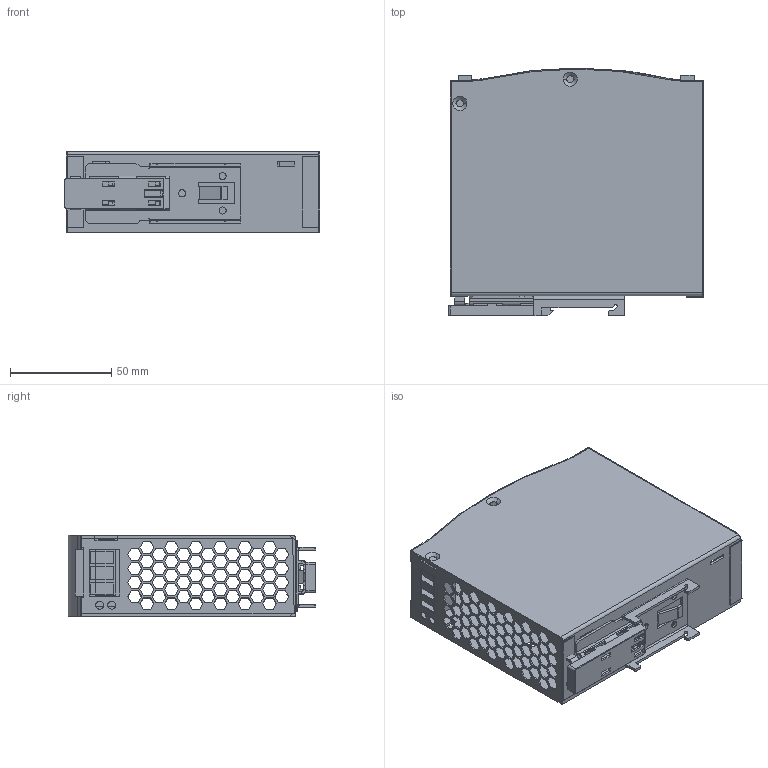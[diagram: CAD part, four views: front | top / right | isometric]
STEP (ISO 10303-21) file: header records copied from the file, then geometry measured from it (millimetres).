
FILE_DESCRIPTION (( 'STEP AP214' ), '1' );
FILE_NAME ('CDKN-120W总装（改）.STEP', '2025-01-03T02:16:02', ( 'China' ), ( 'Home' ), 'SwSTEP 2.0', 'SolidWorks 2012', '' );
FILE_SCHEMA (( 'AUTOMOTIVE_DESIGN' ));
Length unit declared in the file: millimetre
Products named in the file (7): CDKN-120W菁釱; 傷赽4p; 120W絳寢諶; CDKN-120W总装（改）; CDKN-120W奻裔; 傷赽3p; CDKN-120W絳寢啣
Assembly tree (6 placements, depth 2):
  CDKN-120W总装（改）
    CDKN-120W菁釱
    CDKN-120W奻裔
    CDKN-120W絳寢啣
    120W絳寢諶
    傷赽3p
    傷赽4p
Bounding box: 126.21 x 122.52 x 40.2 mm (x, y, z)
Volume: 62211.3 mm3; surface area: 100216.2 mm2
Topology: 7 solids, 7 shells, 1279 faces, 3689 edges, 2432 vertices
Faces by surface type: plane 1130, cylinder 135, cone 12, torus 2
Entity records: 43417 total; most frequent: CARTESIAN_POINT 7711, ORIENTED_EDGE 7378, DIRECTION 6527, EDGE_CURVE 3689, LINE 3371, VECTOR 3371, VERTEX_POINT 2432, EDGE_LOOP 1605
